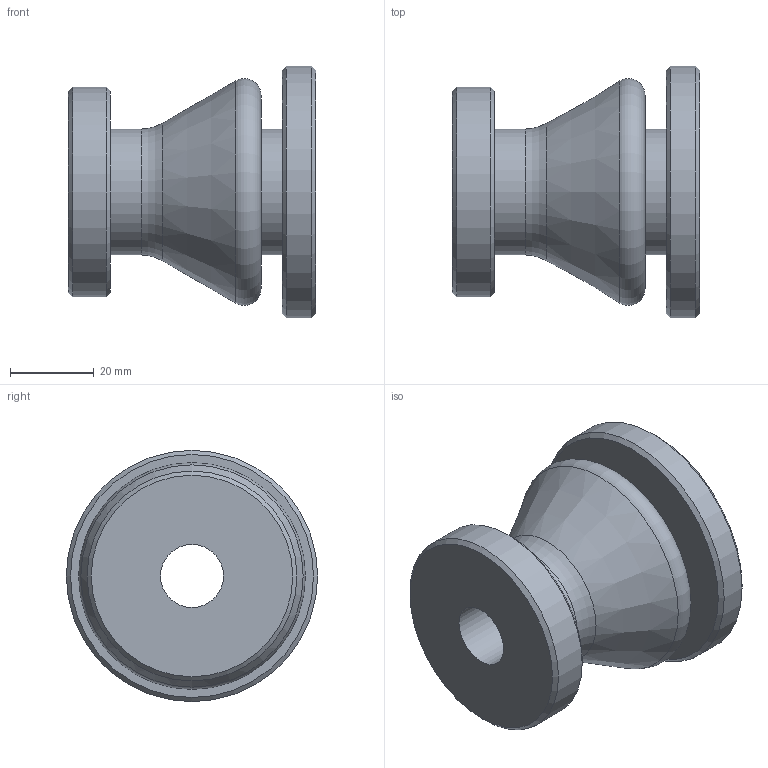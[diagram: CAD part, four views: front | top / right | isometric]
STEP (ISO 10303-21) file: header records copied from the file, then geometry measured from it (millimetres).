
FILE_DESCRIPTION(/* description */ ('','CAx-IF Rec.Pracs.---Representation and Presentation of Product Manufacturing Information (PMI)---4.0---2014-10-13'),/* implementation_level */ '2;1');
FILE_NAME(/* name */ 'prakhar_auv_assignment2.step',/* time_stamp */ '2025-05-10T17:41:53+05:30',/* author */ (''),/* organization */ (''),/* preprocessor_version */ 'ST-DEVELOPER v20',/* originating_system */ 'Autodesk Translation Framework v13.20.0.188',/* authorisation */ '');
FILE_SCHEMA (('AP242_MANAGED_MODEL_BASED_3D_ENGINEERING_MIM_LF { 1 0 10303 442 1 1 4 }'));
Length unit declared in the file: millimetre
Products named in the file (1): auvv2
Bounding box: 58.88 x 59.88 x 59.88 mm (x, y, z)
Volume: 82732.8 mm3; surface area: 19958.5 mm2
Topology: 1 solids, 1 shells, 17 faces, 33 edges, 21 vertices
Faces by surface type: cone 5, cylinder 5, plane 5, torus 2
Full cylindrical faces by diameter (mm): 15 x1, 29.883 x1, 30 x1, 50 x1, 59.883 x1
Entity records: 490 total; most frequent: DIRECTION 92, CARTESIAN_POINT 72, ORIENTED_EDGE 66, AXIS2_PLACEMENT_3D 41, EDGE_CURVE 33, CIRCLE 23, EDGE_LOOP 22, VERTEX_POINT 21
